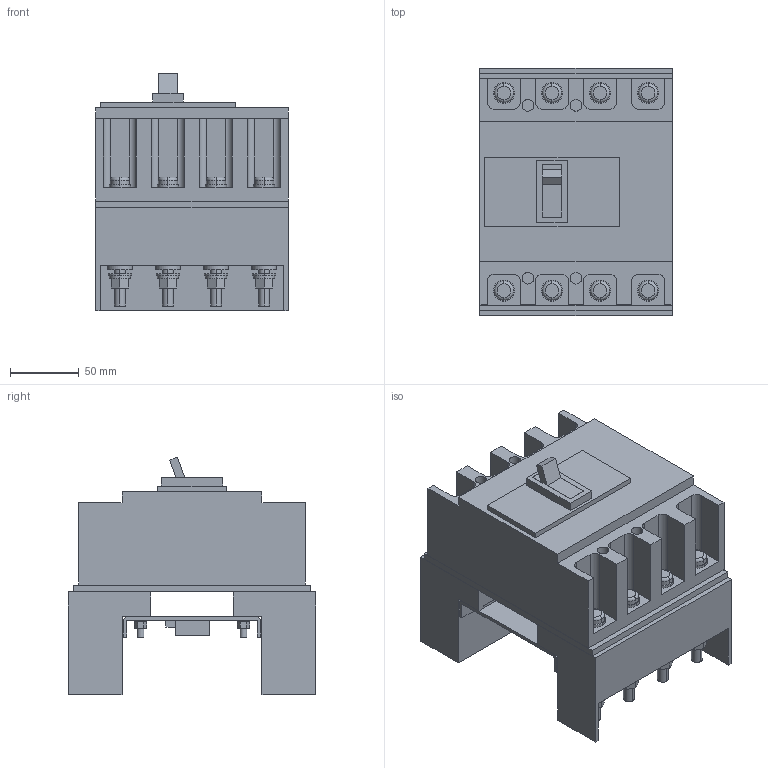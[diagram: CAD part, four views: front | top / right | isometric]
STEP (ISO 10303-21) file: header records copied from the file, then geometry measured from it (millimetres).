
FILE_DESCRIPTION(('CoCreate Modeling STEP Export'),'2;1');
FILE_NAME('Ｓ２５０ＳＦ４Ｍ.stp','2016-03-31T15:12:19',(''),(''),'CoCreate Modeling STEP processor for AP214 (Solid Model)','CoCreate Modeling 17.0 01-Apr-2010 (C) Parametric Technology GmbH','');
FILE_SCHEMA(('AUTOMOTIVE_DESIGN { 1 0 10303 214 1 1 1 1 }'));
Length unit declared in the file: millimetre
Products named in the file (34): p12.1; p16.3; p16.2; p7.4; p16.1; p16; p15.3; p15.2; p15.1; p15; p9.1; p12; p9.2; p10; p5.3; p9.3; p5.1; p5; p5.2; p11; p4; p2; p1; p3.1; p3; p8; p8.1; p8.2; p8.3; p9; p13; p14.3; p6.7; Ｓ２５０ＳＦ４Ｍ
Assembly tree (61 placements, depth 2):
  Ｓ２５０ＳＦ４Ｍ
    p7.4  x8
    p6.7  x8
    p14.3  x8
    p13  x8
    p9
    p8.3
    p8.2
    p8.1
    p8
    p3
    p3.1
    p1
    p2
    p4
    p11
    p5.2
    p5
    p5.1
    p9.3
    p5.3
    p10
    p9.2
    p12
    p9.1
    p15
    p15.1
    p15.2
    p15.3
    p16
    p16.1
    p16.2
    p16.3
    p12.1
Bounding box: 140 x 180 x 173.13 mm (x, y, z)
Volume: 2117423.6 mm3; surface area: 397575.3 mm2
Topology: 61 solids, 61 shells, 693 faces, 1589 edges, 1053 vertices
Faces by surface type: plane 345, cylinder 332, torus 16
Entity records: 13305 total; most frequent: ORIENTED_EDGE 2198, CARTESIAN_POINT 2017, DIRECTION 1934, EDGE_CURVE 1099, VERTEX_POINT 731, AXIS2_PLACEMENT_3D 648, VECTOR 638, LINE 638
